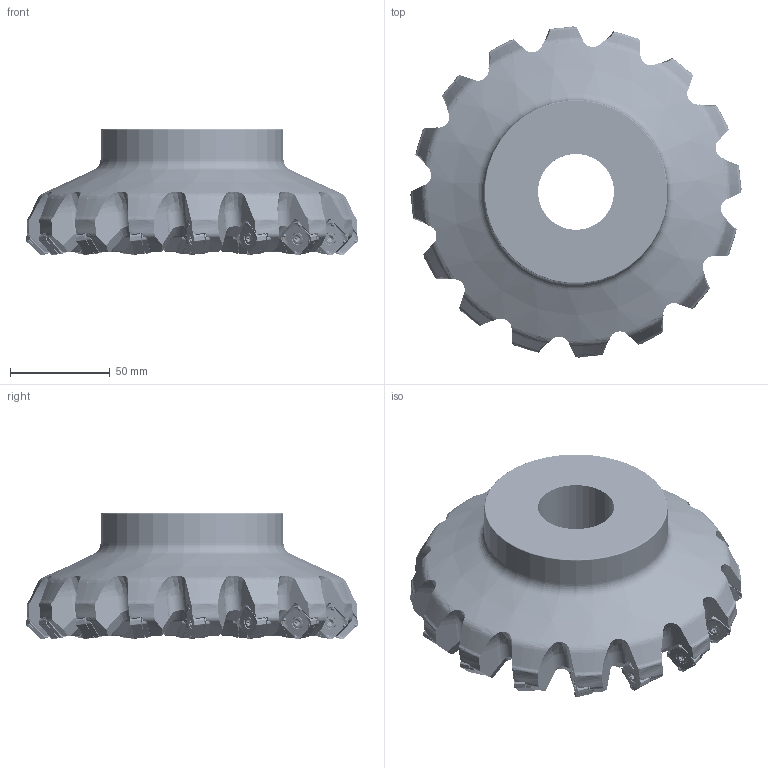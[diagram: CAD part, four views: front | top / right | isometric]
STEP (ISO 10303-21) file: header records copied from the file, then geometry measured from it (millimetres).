
FILE_DESCRIPTION(/* description */ (''),/* implementation_level */ '2;1');
FILE_NAME(/* name */ 'toolassembly_1.stp',/* time_stamp */ '2019-01-25T12:02:58+01:00',/* author */ (''),/* organization */ ('SMS'),/* preprocessor_version */ 'ST-DEVELOPER v15',/* originating_system */ 'SIEMENS PLM Software NX 8.5',/* authorisation */ '');
FILE_SCHEMA (('AUTOMOTIVE_DESIGN { 1 0 10303 214 3 1 1 1 }'));
Products named in the file (4): ASSEMBLY_CONSTRUCTION; CUT_20190125120142; NOCUT_20190125120001; TOOLASSEMBLY_1
Assembly tree (18 placements, depth 2):
  TOOLASSEMBLY_1
    NOCUT_20190125120001
    CUT_20190125120142  x16
    ASSEMBLY_CONSTRUCTION
Bounding box: 166.4 x 166.4 x 63 mm (x, y, z)
Volume: 494642.8 mm3; surface area: 85513.5 mm2
Topology: 17 solids, 17 shells, 8235 faces, 20577 edges, 12449 vertices
Faces by surface type: bspline 2480, cylinder 2264, plane 1704, torus 677, cone 662, extrusion 320, sphere 128
Full cylindrical faces by diameter (mm): 3.5 x16, 4 x16, 4.8 x16, 5.7 x16, 14.5 x4, 38.112 x1, 38.4 x1, 88.5 x1, 92 x1
Entity records: 256634 total; most frequent: CARTESIAN_POINT 105305, ORIENTED_EDGE 33652, DIRECTION 29928, EDGE_CURVE 16826, AXIS2_PLACEMENT_3D 12450, VERTEX_POINT 10154, EDGE_LOOP 7112, ADVANCED_FACE 6900
